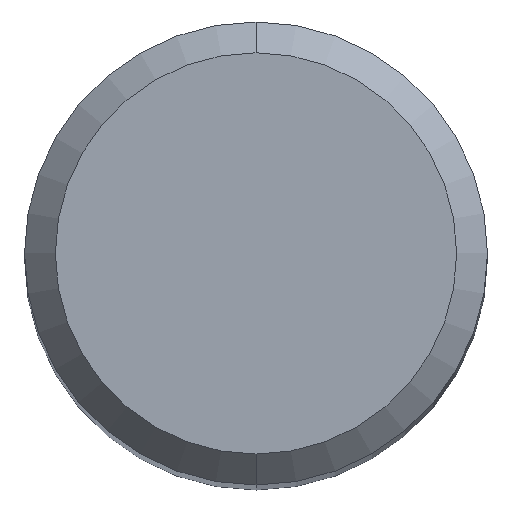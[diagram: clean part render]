
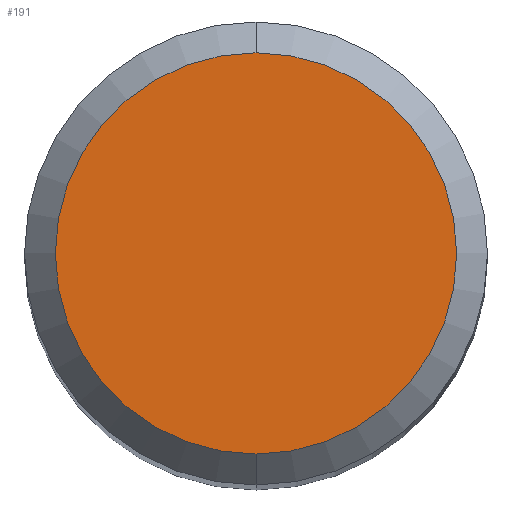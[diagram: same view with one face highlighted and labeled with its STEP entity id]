
A CAD part, top view. The second image highlights one B-rep face of the part: STEP entity #191.
In plain terms, the highlighted planar face has unit normal (0, 0, 1).
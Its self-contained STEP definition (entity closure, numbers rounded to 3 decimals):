
#191=ADVANCED_FACE('',(#502),#503,.T.);
#231=EDGE_CURVE('',#371,#271,#546,.T.);
#271=VERTEX_POINT('',#589);
#303=EDGE_CURVE('',#271,#371,#624,.T.);
#371=VERTEX_POINT('',#702);
#502=FACE_OUTER_BOUND('',#837,.T.);
#503=PLANE('',#838);
#546=CIRCLE('',#916,2.6);
#589=CARTESIAN_POINT('',(0.,-2.6,0.0));
#624=CIRCLE('',#1075,2.6);
#702=CARTESIAN_POINT('',(0.0,2.6,0.0));
#837=EDGE_LOOP('',(#1476,#1477));
#838=AXIS2_PLACEMENT_3D('',#1478,#1479,#1480);
#916=AXIS2_PLACEMENT_3D('',#1517,#1518,#1519);
#1075=AXIS2_PLACEMENT_3D('',#1604,#1605,#1606);
#1476=ORIENTED_EDGE('',*,*,#231,.F.);
#1477=ORIENTED_EDGE('',*,*,#303,.F.);
#1478=CARTESIAN_POINT('',(0.0,1.3,0.0));
#1479=DIRECTION('',(-0.0,0.0,1.0));
#1480=DIRECTION('',(0.0,-1.0,0.0));
#1517=CARTESIAN_POINT('',(0.0,0.0,0.0));
#1518=DIRECTION('',(0.0,0.0,-1.0));
#1519=DIRECTION('',(0.0,1.0,0.0));
#1604=CARTESIAN_POINT('',(0.0,0.0,0.0));
#1605=DIRECTION('',(0.0,0.0,-1.0));
#1606=DIRECTION('',(0.0,1.0,0.0));
